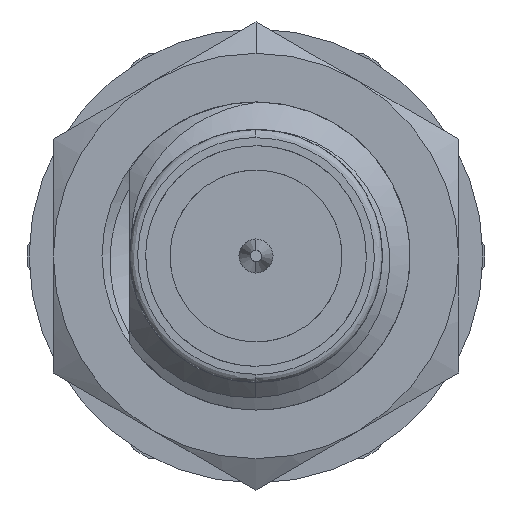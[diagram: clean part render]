
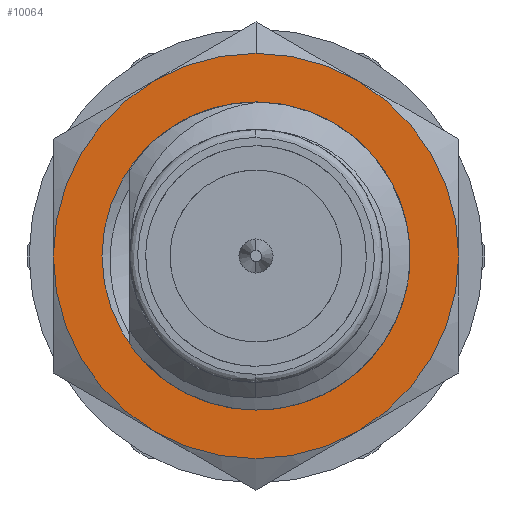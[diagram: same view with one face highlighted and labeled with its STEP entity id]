
A CAD part, left-side view. The second image highlights one B-rep face of the part: STEP entity #10064.
In plain terms, the highlighted planar face has unit normal (-1, 0, 0).
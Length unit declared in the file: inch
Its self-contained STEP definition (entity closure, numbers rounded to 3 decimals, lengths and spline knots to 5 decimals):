
#1271 = DIRECTION ( 'NONE',  ( 0., 0., 1. ) ) ;
#1286 = EDGE_LOOP ( 'NONE', ( #12510, #7660, #8483, #14262, #14211, #12211, #11650 ) ) ;
#1397 = AXIS2_PLACEMENT_3D ( 'NONE', #7252, #13701, #11717 ) ;
#1404 = DIRECTION ( 'NONE',  ( -1., 0., 0. ) ) ;
#1735 = CIRCLE ( 'NONE', #9319, 0.125 ) ;
#2015 = AXIS2_PLACEMENT_3D ( 'NONE', #12236, #14451, #1271 ) ;
#2050 = FACE_BOUND ( 'NONE', #13434, .T. ) ;
#2088 = DIRECTION ( 'NONE',  ( -1., 0., 0. ) ) ;
#2189 = CARTESIAN_POINT ( 'NONE',  ( 0.21657, 0., 0. ) ) ;
#2240 = CARTESIAN_POINT ( 'NONE',  ( 0.21657, 0., 0. ) ) ;
#2286 = DIRECTION ( 'NONE',  ( 0., 0., 1. ) ) ;
#2338 = DIRECTION ( 'NONE',  ( 0., 0., 1. ) ) ;
#2434 = CARTESIAN_POINT ( 'NONE',  ( 0.21657, 0.0625, 0.10825 ) ) ;
#2947 = EDGE_CURVE ( 'NONE', #5811, #2982, #13339, .T. ) ;
#2982 = VERTEX_POINT ( 'NONE', #12743 ) ;
#3206 = DIRECTION ( 'NONE',  ( 0., 0., 1. ) ) ;
#3250 = EDGE_CURVE ( 'NONE', #9000, #7025, #6982, .T. ) ;
#3410 = EDGE_CURVE ( 'NONE', #6038, #7918, #12457, .T. ) ;
#3462 = VERTEX_POINT ( 'NONE', #6767 ) ;
#3529 = CARTESIAN_POINT ( 'NONE',  ( 0.21657, -0.06718, -0.06718 ) ) ;
#3761 = CARTESIAN_POINT ( 'NONE',  ( 0.21657, 0., 0. ) ) ;
#3864 = AXIS2_PLACEMENT_3D ( 'NONE', #13664, #11268, #2338 ) ;
#3931 = ORIENTED_EDGE ( 'NONE', *, *, #9151, .F. ) ;
#4624 = ORIENTED_EDGE ( 'NONE', *, *, #3410, .F. ) ;
#4634 = EDGE_CURVE ( 'NONE', #10220, #6038, #6272, .T. ) ;
#4853 = AXIS2_PLACEMENT_3D ( 'NONE', #7078, #8226, #11688 ) ;
#5636 = AXIS2_PLACEMENT_3D ( 'NONE', #11705, #8501, #7538 ) ;
#5794 = CARTESIAN_POINT ( 'NONE',  ( 0.21657, -0.0625, -0.10825 ) ) ;
#5811 = VERTEX_POINT ( 'NONE', #5794 ) ;
#5857 = CARTESIAN_POINT ( 'NONE',  ( 0.21657, 0., 0.125 ) ) ;
#6014 = EDGE_CURVE ( 'NONE', #2982, #9000, #12802, .T. ) ;
#6038 = VERTEX_POINT ( 'NONE', #6172 ) ;
#6172 = CARTESIAN_POINT ( 'NONE',  ( 0.21657, 0., -0.095 ) ) ;
#6272 = CIRCLE ( 'NONE', #10030, 0.095 ) ;
#6767 = CARTESIAN_POINT ( 'NONE',  ( 0.21657, 0.125, 0. ) ) ;
#6813 = AXIS2_PLACEMENT_3D ( 'NONE', #2189, #9882, #7713 ) ;
#6982 = CIRCLE ( 'NONE', #6813, 0.125 ) ;
#7025 = VERTEX_POINT ( 'NONE', #5857 ) ;
#7078 = CARTESIAN_POINT ( 'NONE',  ( 0.21657, 0., 0. ) ) ;
#7126 = CARTESIAN_POINT ( 'NONE',  ( 0.21657, -0.125, -0.07217 ) ) ;
#7252 = CARTESIAN_POINT ( 'NONE',  ( 0.21657, 0., 0. ) ) ;
#7538 = DIRECTION ( 'NONE',  ( 0., 0., 1. ) ) ;
#7660 = ORIENTED_EDGE ( 'NONE', *, *, #14374, .T. ) ;
#7713 = DIRECTION ( 'NONE',  ( 0., 0., 1. ) ) ;
#7918 = VERTEX_POINT ( 'NONE', #3529 ) ;
#8162 = DIRECTION ( 'NONE',  ( -1., 0., 0. ) ) ;
#8174 = DIRECTION ( 'NONE',  ( 0., 0., 1. ) ) ;
#8226 = DIRECTION ( 'NONE',  ( -1., 0., 0. ) ) ;
#8269 = DIRECTION ( 'NONE',  ( 0., 0., 1. ) ) ;
#8359 = AXIS2_PLACEMENT_3D ( 'NONE', #2240, #9042, #2286 ) ;
#8483 = ORIENTED_EDGE ( 'NONE', *, *, #10835, .T. ) ;
#8493 = DIRECTION ( 'NONE',  ( -1., 0., 0. ) ) ;
#8501 = DIRECTION ( 'NONE',  ( -1., 0., 0. ) ) ;
#8550 = CIRCLE ( 'NONE', #5636, 0.125 ) ;
#8685 = VERTEX_POINT ( 'NONE', #11498 ) ;
#8876 = ORIENTED_EDGE ( 'NONE', *, *, #4634, .F. ) ;
#9000 = VERTEX_POINT ( 'NONE', #12217 ) ;
#9042 = DIRECTION ( 'NONE',  ( -1., 0., 0. ) ) ;
#9151 = EDGE_CURVE ( 'NONE', #7918, #10220, #14534, .T. ) ;
#9163 = VERTEX_POINT ( 'NONE', #2434 ) ;
#9319 = AXIS2_PLACEMENT_3D ( 'NONE', #11121, #2088, #3206 ) ;
#9499 = DIRECTION ( 'NONE',  ( 0., 0., 1. ) ) ;
#9882 = DIRECTION ( 'NONE',  ( -1., 0., 0. ) ) ;
#10030 = AXIS2_PLACEMENT_3D ( 'NONE', #3761, #8162, #8269 ) ;
#10064 = ADVANCED_FACE ( 'NONE', ( #2050, #13623 ), #11583, .T. ) ;
#10220 = VERTEX_POINT ( 'NONE', #11968 ) ;
#10497 = CIRCLE ( 'NONE', #2015, 0.125 ) ;
#10751 = CARTESIAN_POINT ( 'NONE',  ( 0.21657, 0., 0. ) ) ;
#10835 = EDGE_CURVE ( 'NONE', #9163, #3462, #8550, .T. ) ;
#11121 = CARTESIAN_POINT ( 'NONE',  ( 0.21657, 0., 0. ) ) ;
#11268 = DIRECTION ( 'NONE',  ( -1., 0., 0. ) ) ;
#11496 = AXIS2_PLACEMENT_3D ( 'NONE', #7126, #1404, #8174 ) ;
#11498 = CARTESIAN_POINT ( 'NONE',  ( 0.21657, 0.0625, -0.10825 ) ) ;
#11583 = PLANE ( 'NONE',  #11496 ) ;
#11650 = ORIENTED_EDGE ( 'NONE', *, *, #6014, .T. ) ;
#11688 = DIRECTION ( 'NONE',  ( 0., 0., 1. ) ) ;
#11705 = CARTESIAN_POINT ( 'NONE',  ( 0.21657, 0., 0. ) ) ;
#11717 = DIRECTION ( 'NONE',  ( 0., 0., 1. ) ) ;
#11968 = CARTESIAN_POINT ( 'NONE',  ( 0.21657, 0., 0.095 ) ) ;
#12197 = EDGE_CURVE ( 'NONE', #3462, #8685, #12724, .T. ) ;
#12211 = ORIENTED_EDGE ( 'NONE', *, *, #2947, .T. ) ;
#12217 = CARTESIAN_POINT ( 'NONE',  ( 0.21657, -0.0625, 0.10825 ) ) ;
#12236 = CARTESIAN_POINT ( 'NONE',  ( 0.21657, 0., 0. ) ) ;
#12457 = CIRCLE ( 'NONE', #8359, 0.095 ) ;
#12510 = ORIENTED_EDGE ( 'NONE', *, *, #3250, .T. ) ;
#12724 = CIRCLE ( 'NONE', #14243, 0.125 ) ;
#12743 = CARTESIAN_POINT ( 'NONE',  ( 0.21657, -0.125, 0. ) ) ;
#12802 = CIRCLE ( 'NONE', #1397, 0.125 ) ;
#13339 = CIRCLE ( 'NONE', #4853, 0.125 ) ;
#13434 = EDGE_LOOP ( 'NONE', ( #4624, #8876, #3931 ) ) ;
#13544 = EDGE_CURVE ( 'NONE', #8685, #5811, #10497, .T. ) ;
#13623 = FACE_OUTER_BOUND ( 'NONE', #1286, .T. ) ;
#13664 = CARTESIAN_POINT ( 'NONE',  ( 0.21657, 0., 0. ) ) ;
#13701 = DIRECTION ( 'NONE',  ( -1., 0., 0. ) ) ;
#14211 = ORIENTED_EDGE ( 'NONE', *, *, #13544, .T. ) ;
#14243 = AXIS2_PLACEMENT_3D ( 'NONE', #10751, #8493, #9499 ) ;
#14262 = ORIENTED_EDGE ( 'NONE', *, *, #12197, .T. ) ;
#14374 = EDGE_CURVE ( 'NONE', #7025, #9163, #1735, .T. ) ;
#14451 = DIRECTION ( 'NONE',  ( -1., 0., 0. ) ) ;
#14534 = CIRCLE ( 'NONE', #3864, 0.095 ) ;
